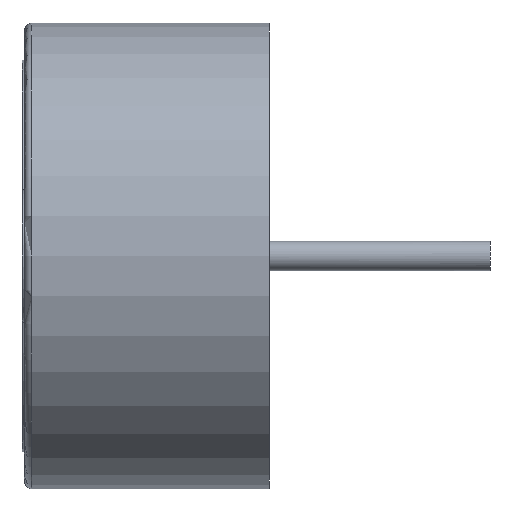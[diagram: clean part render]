
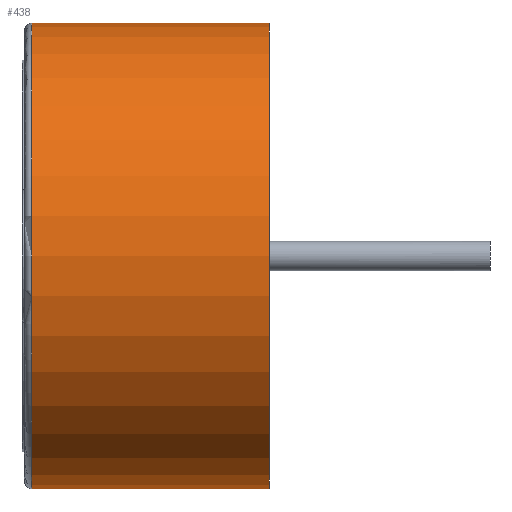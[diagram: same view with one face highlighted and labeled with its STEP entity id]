
A CAD part, left-side view. The second image highlights one B-rep face of the part: STEP entity #438.
In plain terms, the highlighted cylindrical face has radius 4.75 mm (diameter 9.5 mm), a full revolution.
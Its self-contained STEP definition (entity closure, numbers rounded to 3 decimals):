
#51=FACE_OUTER_BOUND('',#80,.T.);
#80=EDGE_LOOP('',(#306,#307,#308,#309));
#123=LINE('',#826,#144);
#144=VECTOR('',#580,4.75);
#163=CIRCLE('',#494,4.75);
#169=CIRCLE('',#502,4.75);
#196=VERTEX_POINT('',#809);
#202=VERTEX_POINT('',#825);
#235=EDGE_CURVE('',#196,#196,#163,.T.);
#243=EDGE_CURVE('',#196,#202,#123,.T.);
#244=EDGE_CURVE('',#202,#202,#169,.T.);
#306=ORIENTED_EDGE('',*,*,#235,.F.);
#307=ORIENTED_EDGE('',*,*,#243,.T.);
#308=ORIENTED_EDGE('',*,*,#244,.F.);
#309=ORIENTED_EDGE('',*,*,#243,.F.);
#397=CYLINDRICAL_SURFACE('',#501,4.75);
#438=ADVANCED_FACE('',(#51),#397,.T.);
#494=AXIS2_PLACEMENT_3D('',#810,#562,#563);
#501=AXIS2_PLACEMENT_3D('',#824,#578,#579);
#502=AXIS2_PLACEMENT_3D('',#827,#581,#582);
#562=DIRECTION('center_axis',(0.,1.,0.));
#563=DIRECTION('ref_axis',(-1.,0.,0.));
#578=DIRECTION('center_axis',(0.,1.,0.));
#579=DIRECTION('ref_axis',(-1.,0.,0.));
#580=DIRECTION('',(0.,-1.,0.));
#581=DIRECTION('center_axis',(0.,-1.,0.));
#582=DIRECTION('ref_axis',(-1.,0.,0.));
#809=CARTESIAN_POINT('',(4.759,2.219,0.));
#810=CARTESIAN_POINT('Origin',(0.009,2.219,0.));
#824=CARTESIAN_POINT('Origin',(0.009,-2.631,0.));
#825=CARTESIAN_POINT('',(4.759,-2.631,0.));
#826=CARTESIAN_POINT('',(4.759,-2.631,0.));
#827=CARTESIAN_POINT('Origin',(0.009,-2.631,0.));
